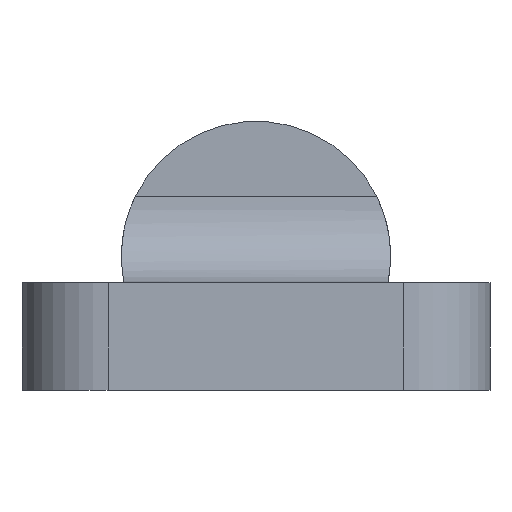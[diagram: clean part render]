
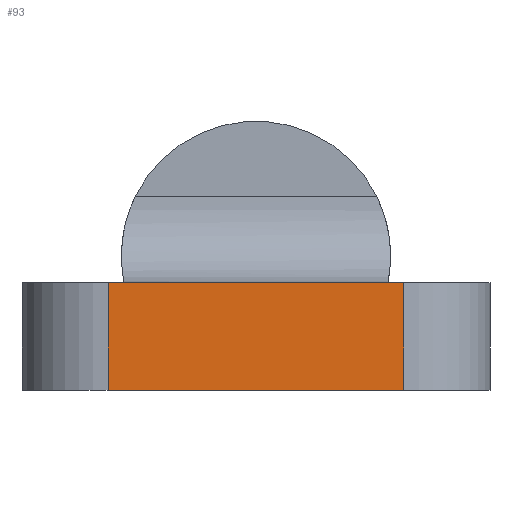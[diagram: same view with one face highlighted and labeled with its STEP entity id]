
A CAD part, front view. The second image highlights one B-rep face of the part: STEP entity #93.
In plain terms, the highlighted planar face has unit normal (0, -1, 0).
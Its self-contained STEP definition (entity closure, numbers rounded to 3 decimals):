
#93 = ADVANCED_FACE( '', ( #198 ), #199, .F. );
#198 = FACE_OUTER_BOUND( '', #315, .T. );
#199 = PLANE( '', #316 );
#315 = EDGE_LOOP( '', ( #515, #516, #517, #518 ) );
#316 = AXIS2_PLACEMENT_3D( '', #519, #520, #521 );
#515 = ORIENTED_EDGE( '', *, *, #718, .T. );
#516 = ORIENTED_EDGE( '', *, *, #779, .T. );
#517 = ORIENTED_EDGE( '', *, *, #780, .T. );
#518 = ORIENTED_EDGE( '', *, *, #770, .T. );
#519 = CARTESIAN_POINT( '', ( 0., -241.3, 0. ) );
#520 = DIRECTION( '', ( 0., 1., 0. ) );
#521 = DIRECTION( '', ( 0., 0., 1. ) );
#718 = EDGE_CURVE( '', #861, #859, #862, .T. );
#770 = EDGE_CURVE( '', #945, #861, #946, .F. );
#779 = EDGE_CURVE( '', #859, #957, #958, .T. );
#780 = EDGE_CURVE( '', #957, #945, #959, .T. );
#859 = VERTEX_POINT( '', #1059 );
#861 = VERTEX_POINT( '', #1061 );
#862 = LINE( '', #1062, #1063 );
#945 = VERTEX_POINT( '', #1203 );
#946 = LINE( '', #1204, #1205 );
#957 = VERTEX_POINT( '', #1217 );
#958 = LINE( '', #1218, #1219 );
#959 = LINE( '', #1220, #1221 );
#1059 = CARTESIAN_POINT( '', ( 3.493, -241.3, -3.175 ) );
#1061 = CARTESIAN_POINT( '', ( -3.493, -241.3, -3.175 ) );
#1062 = CARTESIAN_POINT( '', ( -5.525, -241.3, -3.175 ) );
#1063 = VECTOR( '', #1352, 1000. );
#1203 = CARTESIAN_POINT( '', ( -3.493, -241.3, -0.635 ) );
#1204 = CARTESIAN_POINT( '', ( -3.493, -241.3, -3.175 ) );
#1205 = VECTOR( '', #1406, 1000. );
#1217 = CARTESIAN_POINT( '', ( 3.493, -241.3, -0.635 ) );
#1218 = CARTESIAN_POINT( '', ( 3.493, -241.3, -0.635 ) );
#1219 = VECTOR( '', #1420, 1000. );
#1220 = CARTESIAN_POINT( '', ( 0., -241.3, -0.635 ) );
#1221 = VECTOR( '', #1421, 1000. );
#1352 = DIRECTION( '', ( 1., 0., 0. ) );
#1406 = DIRECTION( '', ( 0., 0., 1. ) );
#1420 = DIRECTION( '', ( 0., 0., 1. ) );
#1421 = DIRECTION( '', ( -1., 0., 0. ) );
